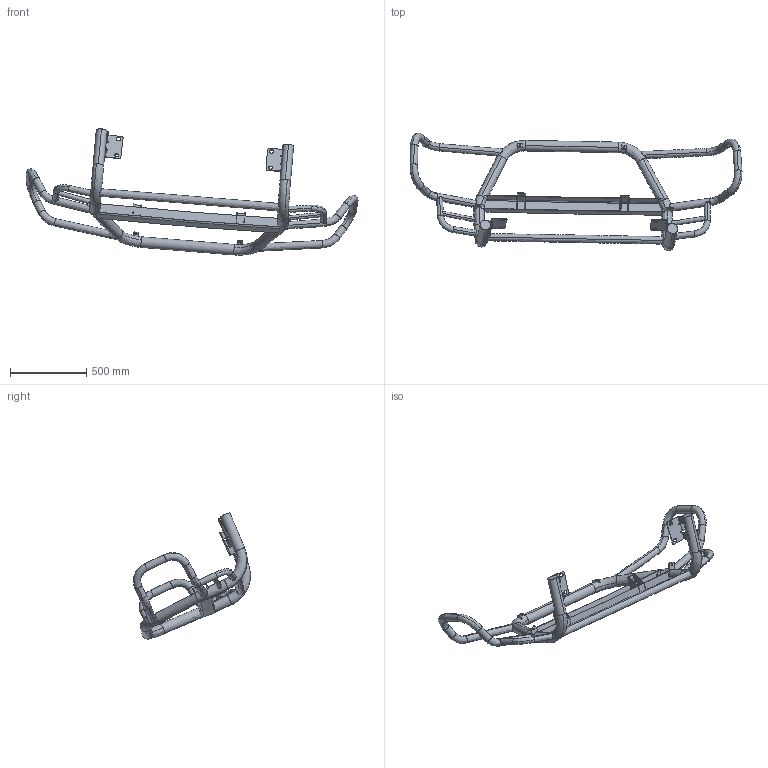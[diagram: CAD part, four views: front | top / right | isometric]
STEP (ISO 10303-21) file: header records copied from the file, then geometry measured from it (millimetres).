
FILE_DESCRIPTION(('FreeCAD Model'),'2;1');
FILE_NAME('Open CASCADE Shape Model','2025-05-04T10:17:41',('FreeCAD'),( 'FreeCAD'),'Open CASCADE STEP processor 7.6','FreeCAD','Unknown');
FILE_SCHEMA(('AUTOMOTIVE_DESIGN { 1 0 10303 214 1 1 1 1 }'));
Length unit declared in the file: millimetre
Products named in the file (1): Open CASCADE STEP translator 7.6 1
Bounding box: 2178.8 x 769.91 x 828.9 mm (x, y, z)
Volume: 22022418.6 mm3; surface area: 2174426.2 mm2
Topology: 7 solids, 7 shells, 334 faces, 876 edges, 546 vertices
Faces by surface type: bspline 334
Entity records: 16271 total; most frequent: CARTESIAN_POINT 11255, ORIENTED_EDGE 1752, EDGE_CURVE 876, B_SPLINE_CURVE_WITH_KNOTS 573, VERTEX_POINT 546, FACE_BOUND 364, EDGE_LOOP 364, ADVANCED_FACE 334
